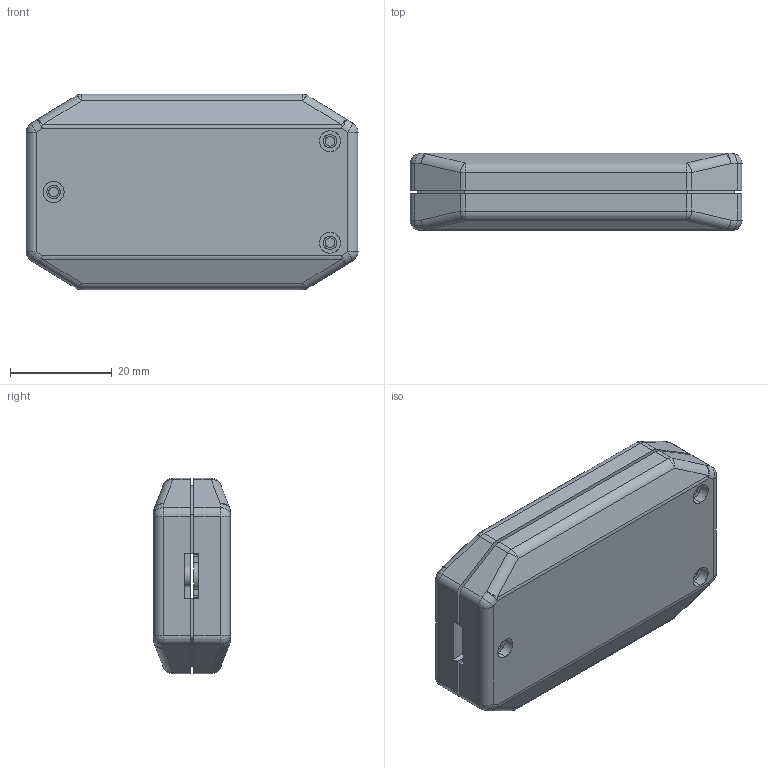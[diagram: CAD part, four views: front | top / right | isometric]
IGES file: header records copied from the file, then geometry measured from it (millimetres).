
Start section: SolidWorks IGES file using analytic representation for surfaces
Global section: file name: KM 15N.IGS; native system: SolidWorks 2008; preprocessor: SolidWorks 2008; author: user; date: 090513.141943; units: millimetre
Bounding box: 65.1 x 15.1 x 38.3 mm (x, y, z)
Surface area: 15819.6 mm2 (no closed solid volume)
Topology: 0 solids, 0 shells, 346 faces, 2566 edges, 2541 vertices
Faces by surface type: revolution 178, bspline 168
